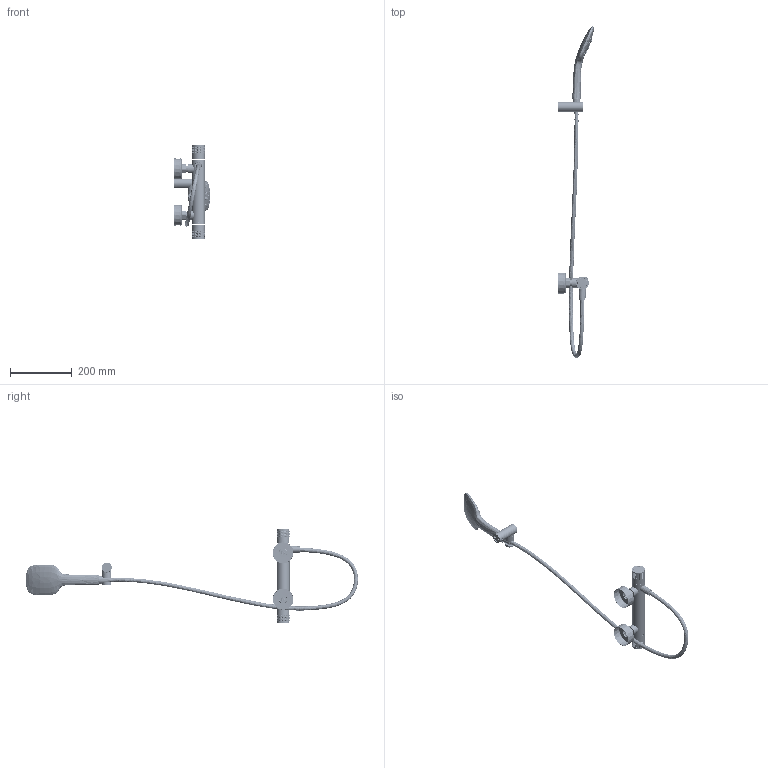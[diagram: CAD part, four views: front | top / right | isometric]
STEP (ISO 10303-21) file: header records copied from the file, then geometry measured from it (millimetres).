
FILE_DESCRIPTION (( 'STEP AP203' ), '1' );
FILE_NAME ('84DP11517.STEP', '2025-10-02T04:42:15', ( '' ), ( '' ), 'SwSTEP 2.0', 'SolidWorks 2021', '' );
FILE_SCHEMA (( 'CONFIG_CONTROL_DESIGN' ));
Length unit declared in the file: millimetre
Products named in the file (1): 84DP11517
Bounding box: 117.51 x 1073.63 x 302.4 mm (x, y, z)
Volume: 603692.9 mm3; surface area: 311986.2 mm2
Topology: 30 solids, 30 shells, 9474 faces, 27583 edges, 18305 vertices
Faces by surface type: cylinder 3553, plane 3433, bspline 2126, cone 332, torus 30
Full cylindrical faces by diameter (mm): 0.081 x1, 1.7 x2, 2 x1, 2.3 x1, 3 x8, 3.1 x50, 3.6 x50, 4.4 x51, 4.5 x9, 4.8 x2, 5.5 x1, 5.8 x3, 6 x1, 6.281 x1, 8.9 x1, 9 x1, 10 x2, 10.581 x1, 10.7 x2, 12.7 x2, 12.8 x1, 13.481 x1, 14.081 x1, 15 x5, 16.2 x2, 17.7 x1, 18 x2, 18.181 x1, 18.2 x2, 18.3 x1
Entity records: 573915 total; most frequent: CARTESIAN_POINT 356398, ORIENTED_EDGE 53092, DIRECTION 34806, EDGE_CURVE 26546, VERTEX_POINT 17914, AXIS2_PLACEMENT_3D 14124, B_SPLINE_CURVE_WITH_KNOTS 12283, EDGE_LOOP 10530
